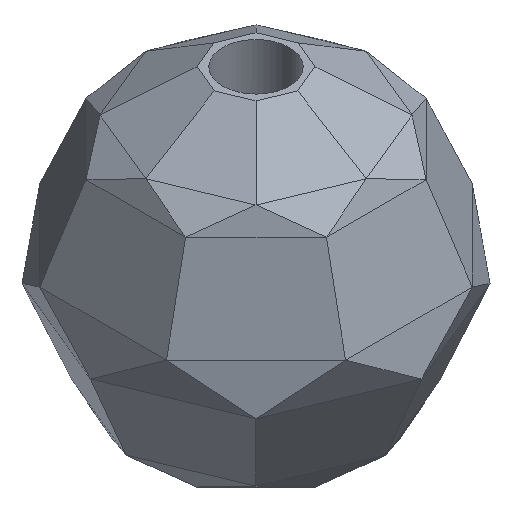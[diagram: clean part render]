
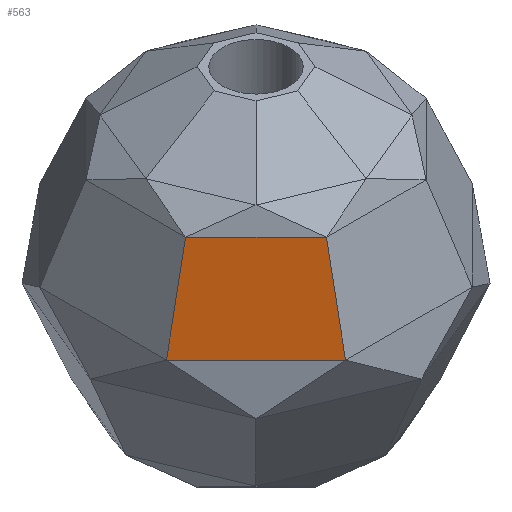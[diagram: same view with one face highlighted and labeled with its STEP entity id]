
A CAD part, isometric view. The second image highlights one B-rep face of the part: STEP entity #563.
In plain terms, the highlighted free-form (B-spline) face has degree [1, 1] with [2, 2] control points.
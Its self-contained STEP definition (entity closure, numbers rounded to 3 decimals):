
#143 = VERTEX_POINT('',#144);
#144 = CARTESIAN_POINT('',(-1.997,-0.827,
    1.731));
#361 = VERTEX_POINT('',#362);
#362 = CARTESIAN_POINT('',(-0.827,-1.997,
    1.731));
#368 = EDGE_CURVE('',#143,#361,#369,.T.);
#369 = B_SPLINE_CURVE_WITH_KNOTS('',1,(#370,#371),.UNSPECIFIED.,.F.,.F.,
  (2,2),(0.,1.195),.PIECEWISE_BEZIER_KNOTS.);
#370 = CARTESIAN_POINT('',(-1.997,-0.827,
    1.731));
#371 = CARTESIAN_POINT('',(-0.827,-1.997,
    1.731));
#541 = EDGE_CURVE('',#542,#143,#544,.T.);
#542 = VERTEX_POINT('',#543);
#543 = CARTESIAN_POINT('',(-2.538,-1.051,0.346
    ));
#544 = B_SPLINE_CURVE_WITH_KNOTS('',1,(#545,#546),.UNSPECIFIED.,.F.,.F.,
  (2,2),(0.,1.086),.PIECEWISE_BEZIER_KNOTS.);
#545 = CARTESIAN_POINT('',(-2.538,-1.051,0.346
    ));
#546 = CARTESIAN_POINT('',(-1.997,-0.827,
    1.731));
#563 = ADVANCED_FACE('',(#564),#580,.T.);
#564 = FACE_BOUND('',#565,.T.);
#565 = EDGE_LOOP('',(#566,#573,#578,#579));
#566 = ORIENTED_EDGE('',*,*,#567,.F.);
#567 = EDGE_CURVE('',#568,#542,#570,.T.);
#568 = VERTEX_POINT('',#569);
#569 = CARTESIAN_POINT('',(-1.051,-2.538,0.346
    ));
#570 = B_SPLINE_CURVE_WITH_KNOTS('',1,(#571,#572),.UNSPECIFIED.,.F.,.F.,
  (2,2),(0.,1.518),.PIECEWISE_BEZIER_KNOTS.);
#571 = CARTESIAN_POINT('',(-1.051,-2.538,0.346
    ));
#572 = CARTESIAN_POINT('',(-2.538,-1.051,0.346
    ));
#573 = ORIENTED_EDGE('',*,*,#574,.F.);
#574 = EDGE_CURVE('',#361,#568,#575,.T.);
#575 = B_SPLINE_CURVE_WITH_KNOTS('',1,(#576,#577),.UNSPECIFIED.,.F.,.F.,
  (2,2),(-0.,1.086),.PIECEWISE_BEZIER_KNOTS.);
#576 = CARTESIAN_POINT('',(-0.827,-1.997,
    1.731));
#577 = CARTESIAN_POINT('',(-1.051,-2.538,0.346
    ));
#578 = ORIENTED_EDGE('',*,*,#368,.F.);
#579 = ORIENTED_EDGE('',*,*,#541,.F.);
#580 = B_SPLINE_SURFACE_WITH_KNOTS('',1,1,(
    (#581,#582)
    ,(#583,#584
    )),.UNSPECIFIED.,.F.,.F.,.F.,(2,2),(2,2),(-0.736,
    0.736),(-0.887,0.755),
  .PIECEWISE_BEZIER_KNOTS.);
#581 = CARTESIAN_POINT('',(-1.399,-2.538,
    -0.283));
#582 = CARTESIAN_POINT('',(-2.71,-0.827,
    0.441));
#583 = CARTESIAN_POINT('',(-0.413,-2.538,
    1.502));
#584 = CARTESIAN_POINT('',(-1.723,-0.827,
    2.226));
